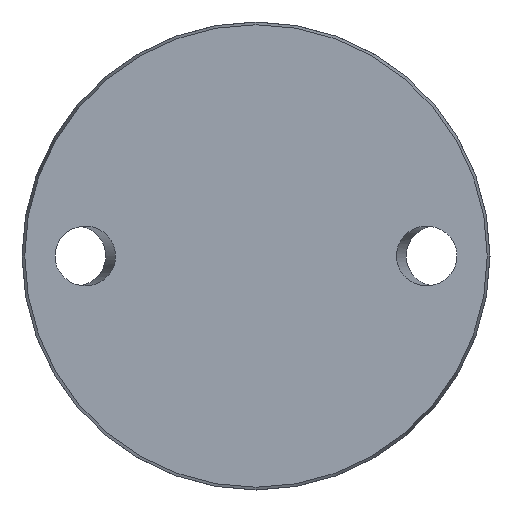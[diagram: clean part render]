
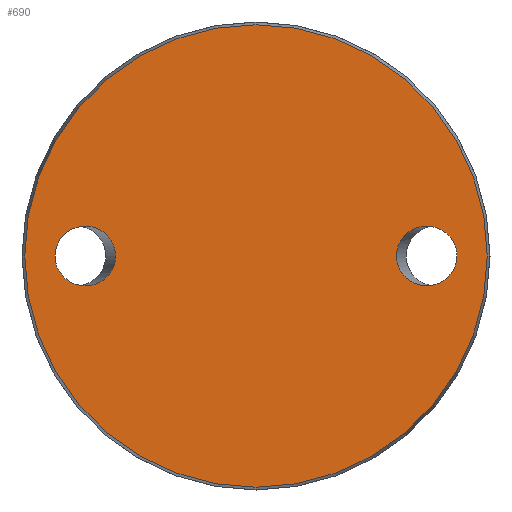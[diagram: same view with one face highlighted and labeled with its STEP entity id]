
A CAD part, front view. The second image highlights one B-rep face of the part: STEP entity #690.
In plain terms, the highlighted planar face has unit normal (0, -1, 0).
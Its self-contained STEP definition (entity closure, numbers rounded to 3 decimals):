
#7 = CARTESIAN_POINT ( 'NONE',  ( 42.087, 0., 0. ) ) ;
#13 = CARTESIAN_POINT ( 'NONE',  ( 42.087, 0., 0. ) ) ;
#16 = VERTEX_POINT ( 'NONE', #505 ) ;
#43 = DIRECTION ( 'NONE',  ( 0., -1., 0. ) ) ;
#62 = DIRECTION ( 'NONE',  ( 0., 1., 0. ) ) ;
#104 = CIRCLE ( 'NONE', #397, 48.425 ) ;
#134 = FACE_BOUND ( 'NONE', #463, .T. ) ;
#147 = DIRECTION ( 'NONE',  ( 0., 0., -1. ) ) ;
#189 = CARTESIAN_POINT ( 'NONE',  ( 42.087, 0., -12.5 ) ) ;
#252 = CARTESIAN_POINT ( 'NONE',  ( 29.413, 0., 12.5 ) ) ;
#258 = FACE_OUTER_BOUND ( 'NONE', #281, .T. ) ;
#275 = CARTESIAN_POINT ( 'NONE',  ( -29.413, 0., 0. ) ) ;
#279 =( BOUNDED_CURVE ( )  B_SPLINE_CURVE ( 3, ( #7, #189, #426, #375, #252, #667, #13 ),
 .UNSPECIFIED., .T., .F. ) 
 B_SPLINE_CURVE_WITH_KNOTS ( ( 4, 3, 4 ),
 ( 0., 3.142, 6.283 ),
 .UNSPECIFIED. ) 
 CURVE ( )  GEOMETRIC_REPRESENTATION_ITEM ( )  RATIONAL_B_SPLINE_CURVE ( ( 1., 0.333, 0.333, 1., 0.333, 0.333, 1. ) ) 
 REPRESENTATION_ITEM ( '' )  );
#281 = EDGE_LOOP ( 'NONE', ( #703 ) ) ;
#333 = CARTESIAN_POINT ( 'NONE',  ( -42.087, 0., 0. ) ) ;
#358 = CARTESIAN_POINT ( 'NONE',  ( -42.087, 0., -12.5 ) ) ;
#362 = EDGE_CURVE ( 'NONE', #700, #700, #104, .T. ) ;
#375 = CARTESIAN_POINT ( 'NONE',  ( 29.413, 0., 0. ) ) ;
#381 = PLANE ( 'NONE',  #534 ) ;
#394 = CARTESIAN_POINT ( 'NONE',  ( -42.087, 0., 0. ) ) ;
#397 = AXIS2_PLACEMENT_3D ( 'NONE', #588, #43, #147 ) ;
#405 = ORIENTED_EDGE ( 'NONE', *, *, #433, .T. ) ;
#407 = CARTESIAN_POINT ( 'NONE',  ( -42.087, 0., 0. ) ) ;
#408 = EDGE_LOOP ( 'NONE', ( #450 ) ) ;
#426 = CARTESIAN_POINT ( 'NONE',  ( 29.413, 0., -12.5 ) ) ;
#429 = CARTESIAN_POINT ( 'NONE',  ( -48.425, 0., 0. ) ) ;
#433 = EDGE_CURVE ( 'NONE', #628, #628, #553, .T. ) ;
#450 = ORIENTED_EDGE ( 'NONE', *, *, #728, .T. ) ;
#455 = CARTESIAN_POINT ( 'NONE',  ( 0., 0., -48.425 ) ) ;
#463 = EDGE_LOOP ( 'NONE', ( #405 ) ) ;
#470 = CARTESIAN_POINT ( 'NONE',  ( -29.413, 0., 12.5 ) ) ;
#505 = CARTESIAN_POINT ( 'NONE',  ( 42.087, 0., 0. ) ) ;
#512 = CARTESIAN_POINT ( 'NONE',  ( -29.413, 0., -12.5 ) ) ;
#534 = AXIS2_PLACEMENT_3D ( 'NONE', #429, #62, #546 ) ;
#546 = DIRECTION ( 'NONE',  ( 0., 0., 1. ) ) ;
#553 =( BOUNDED_CURVE ( )  B_SPLINE_CURVE ( 3, ( #407, #576, #470, #275, #512, #358, #394 ),
 .UNSPECIFIED., .T., .T. ) 
 B_SPLINE_CURVE_WITH_KNOTS ( ( 4, 3, 4 ),
 ( 0., 3.142, 6.283 ),
 .UNSPECIFIED. ) 
 CURVE ( )  GEOMETRIC_REPRESENTATION_ITEM ( )  RATIONAL_B_SPLINE_CURVE ( ( 1., 0.333, 0.333, 1., 0.333, 0.333, 1. ) ) 
 REPRESENTATION_ITEM ( '' )  );
#576 = CARTESIAN_POINT ( 'NONE',  ( -42.087, 0., 12.5 ) ) ;
#588 = CARTESIAN_POINT ( 'NONE',  ( 0., 0., 0. ) ) ;
#613 = FACE_BOUND ( 'NONE', #408, .T. ) ;
#628 = VERTEX_POINT ( 'NONE', #333 ) ;
#667 = CARTESIAN_POINT ( 'NONE',  ( 42.087, 0., 12.5 ) ) ;
#690 = ADVANCED_FACE ( 'NONE', ( #134, #613, #258 ), #381, .F. ) ;
#700 = VERTEX_POINT ( 'NONE', #455 ) ;
#703 = ORIENTED_EDGE ( 'NONE', *, *, #362, .T. ) ;
#728 = EDGE_CURVE ( 'NONE', #16, #16, #279, .T. ) ;
